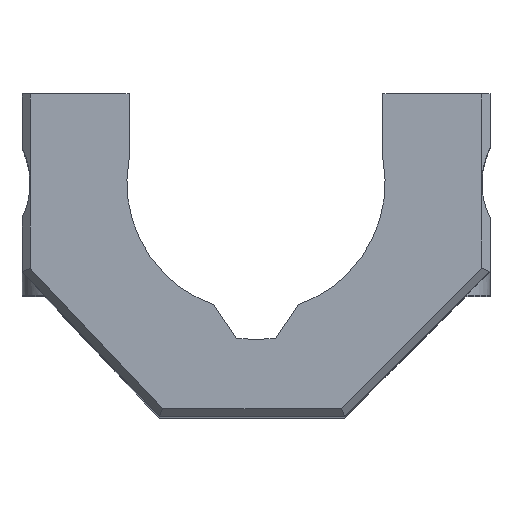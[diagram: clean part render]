
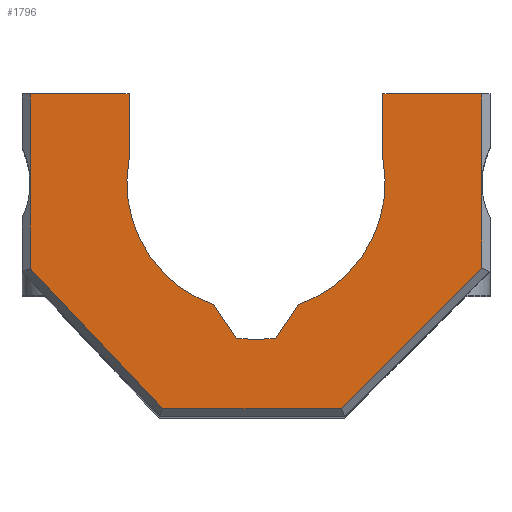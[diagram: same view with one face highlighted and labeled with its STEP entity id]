
A CAD part, top view. The second image highlights one B-rep face of the part: STEP entity #1796.
In plain terms, the highlighted planar face has unit normal (0, 0, 1).
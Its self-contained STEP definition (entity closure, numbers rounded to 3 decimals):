
#99=PLANE('',#1949);
#179=FACE_OUTER_BOUND('',#284,.T.);
#284=EDGE_LOOP('',(#1357,#1358,#1359,#1360,#1361,#1362,#1363,#1364,#1365,
#1366,#1367,#1368,#1369,#1370,#1371,#1372));
#374=LINE('',#2677,#547);
#390=LINE('',#2725,#563);
#428=LINE('',#2840,#601);
#430=LINE('',#2846,#603);
#431=LINE('',#2850,#604);
#432=LINE('',#2854,#605);
#433=LINE('',#2857,#606);
#434=LINE('',#2859,#607);
#435=LINE('',#2861,#608);
#436=LINE('',#2863,#609);
#437=LINE('',#2865,#610);
#438=LINE('',#2867,#611);
#439=LINE('',#2868,#612);
#547=VECTOR('',#2108,10.);
#563=VECTOR('',#2146,10.);
#601=VECTOR('',#2254,10.);
#603=VECTOR('',#2260,10.);
#604=VECTOR('',#2263,10.);
#605=VECTOR('',#2266,10.);
#606=VECTOR('',#2269,10.);
#607=VECTOR('',#2270,10.);
#608=VECTOR('',#2271,10.);
#609=VECTOR('',#2272,10.);
#610=VECTOR('',#2273,10.);
#611=VECTOR('',#2274,10.);
#612=VECTOR('',#2275,10.);
#740=CIRCLE('',#1950,8.);
#741=CIRCLE('',#1951,9.7);
#742=CIRCLE('',#1952,8.);
#787=VERTEX_POINT('',#2673);
#789=VERTEX_POINT('',#2676);
#805=VERTEX_POINT('',#2713);
#810=VERTEX_POINT('',#2723);
#852=VERTEX_POINT('',#2839);
#854=VERTEX_POINT('',#2845);
#855=VERTEX_POINT('',#2847);
#856=VERTEX_POINT('',#2849);
#857=VERTEX_POINT('',#2851);
#858=VERTEX_POINT('',#2853);
#859=VERTEX_POINT('',#2855);
#860=VERTEX_POINT('',#2858);
#861=VERTEX_POINT('',#2860);
#862=VERTEX_POINT('',#2862);
#863=VERTEX_POINT('',#2864);
#864=VERTEX_POINT('',#2866);
#963=EDGE_CURVE('',#789,#787,#374,.T.);
#987=EDGE_CURVE('',#805,#810,#390,.T.);
#1044=EDGE_CURVE('',#805,#852,#428,.T.);
#1047=EDGE_CURVE('',#810,#854,#430,.T.);
#1048=EDGE_CURVE('',#854,#855,#740,.T.);
#1049=EDGE_CURVE('',#855,#856,#431,.T.);
#1050=EDGE_CURVE('',#856,#857,#741,.T.);
#1051=EDGE_CURVE('',#857,#858,#432,.T.);
#1052=EDGE_CURVE('',#858,#859,#742,.T.);
#1053=EDGE_CURVE('',#859,#789,#433,.T.);
#1054=EDGE_CURVE('',#860,#787,#434,.T.);
#1055=EDGE_CURVE('',#861,#860,#435,.T.);
#1056=EDGE_CURVE('',#862,#861,#436,.T.);
#1057=EDGE_CURVE('',#863,#862,#437,.T.);
#1058=EDGE_CURVE('',#864,#863,#438,.T.);
#1059=EDGE_CURVE('',#852,#864,#439,.T.);
#1357=ORIENTED_EDGE('',*,*,#1044,.F.);
#1358=ORIENTED_EDGE('',*,*,#987,.T.);
#1359=ORIENTED_EDGE('',*,*,#1047,.T.);
#1360=ORIENTED_EDGE('',*,*,#1048,.T.);
#1361=ORIENTED_EDGE('',*,*,#1049,.T.);
#1362=ORIENTED_EDGE('',*,*,#1050,.T.);
#1363=ORIENTED_EDGE('',*,*,#1051,.T.);
#1364=ORIENTED_EDGE('',*,*,#1052,.T.);
#1365=ORIENTED_EDGE('',*,*,#1053,.T.);
#1366=ORIENTED_EDGE('',*,*,#963,.T.);
#1367=ORIENTED_EDGE('',*,*,#1054,.F.);
#1368=ORIENTED_EDGE('',*,*,#1055,.F.);
#1369=ORIENTED_EDGE('',*,*,#1056,.F.);
#1370=ORIENTED_EDGE('',*,*,#1057,.F.);
#1371=ORIENTED_EDGE('',*,*,#1058,.F.);
#1372=ORIENTED_EDGE('',*,*,#1059,.F.);
#1796=ADVANCED_FACE('',(#179),#99,.T.);
#1949=AXIS2_PLACEMENT_3D('',#2844,#2258,#2259);
#1950=AXIS2_PLACEMENT_3D('',#2848,#2261,#2262);
#1951=AXIS2_PLACEMENT_3D('',#2852,#2264,#2265);
#1952=AXIS2_PLACEMENT_3D('',#2856,#2267,#2268);
#2108=DIRECTION('',(-1.,0.,0.));
#2146=DIRECTION('',(-1.,0.,0.));
#2254=DIRECTION('',(0.,-1.,0.));
#2258=DIRECTION('center_axis',(0.,0.,1.));
#2259=DIRECTION('ref_axis',(1.,0.,0.));
#2260=DIRECTION('',(0.,-1.,0.));
#2261=DIRECTION('center_axis',(0.,0.,-1.));
#2262=DIRECTION('ref_axis',(-1.,0.,0.));
#2263=DIRECTION('',(-0.555,-0.832,0.));
#2264=DIRECTION('center_axis',(0.,0.,-1.));
#2265=DIRECTION('ref_axis',(-1.,0.,0.));
#2266=DIRECTION('',(-0.555,0.832,0.));
#2267=DIRECTION('center_axis',(0.,0.,-1.));
#2268=DIRECTION('ref_axis',(-1.,0.,0.));
#2269=DIRECTION('',(0.,1.,0.));
#2270=DIRECTION('',(0.,1.,0.));
#2271=DIRECTION('',(0.,1.,0.));
#2272=DIRECTION('',(-0.687,0.727,0.));
#2273=DIRECTION('',(-1.,0.,0.));
#2274=DIRECTION('',(-0.707,-0.707,0.));
#2275=DIRECTION('',(0.,-1.,0.));
#2673=CARTESIAN_POINT('',(-14.,5.5,47.));
#2676=CARTESIAN_POINT('',(-7.868,5.5,47.));
#2677=CARTESIAN_POINT('',(14.5,5.5,47.));
#2713=CARTESIAN_POINT('',(14.,5.5,47.));
#2723=CARTESIAN_POINT('',(7.868,5.5,47.));
#2725=CARTESIAN_POINT('',(14.5,5.5,47.));
#2839=CARTESIAN_POINT('',(14.,0.,47.));
#2840=CARTESIAN_POINT('',(14.,-1.16,47.));
#2844=CARTESIAN_POINT('Origin',(0.,-4.5,47.));
#2845=CARTESIAN_POINT('',(7.868,1.446,47.));
#2846=CARTESIAN_POINT('',(7.868,0.5,47.));
#2847=CARTESIAN_POINT('',(2.63,-7.555,47.));
#2848=CARTESIAN_POINT('Origin',(0.,0.,47.));
#2849=CARTESIAN_POINT('',(1.254,-9.619,47.));
#2850=CARTESIAN_POINT('',(3.,-7.,47.));
#2851=CARTESIAN_POINT('',(-1.254,-9.619,47.));
#2852=CARTESIAN_POINT('Origin',(0.,0.,47.));
#2853=CARTESIAN_POINT('',(-2.63,-7.555,47.));
#2854=CARTESIAN_POINT('',(-1.,-10.,47.));
#2855=CARTESIAN_POINT('',(-7.868,1.446,47.));
#2856=CARTESIAN_POINT('Origin',(0.,0.,47.));
#2857=CARTESIAN_POINT('',(-7.868,-1.527,47.));
#2858=CARTESIAN_POINT('',(-14.,0.,47.));
#2859=CARTESIAN_POINT('',(-14.,0.5,47.));
#2860=CARTESIAN_POINT('',(-14.,-5.301,47.));
#2861=CARTESIAN_POINT('',(-14.,-3.34,47.));
#2862=CARTESIAN_POINT('',(-5.784,-14.,47.));
#2863=CARTESIAN_POINT('',(-10.968,-8.512,47.));
#2864=CARTESIAN_POINT('',(5.293,-14.,47.));
#2865=CARTESIAN_POINT('',(-3.,-14.,47.));
#2866=CARTESIAN_POINT('',(14.,-5.293,47.));
#2867=CARTESIAN_POINT('',(6.271,-13.021,47.));
#2868=CARTESIAN_POINT('',(14.,-5.,47.));
